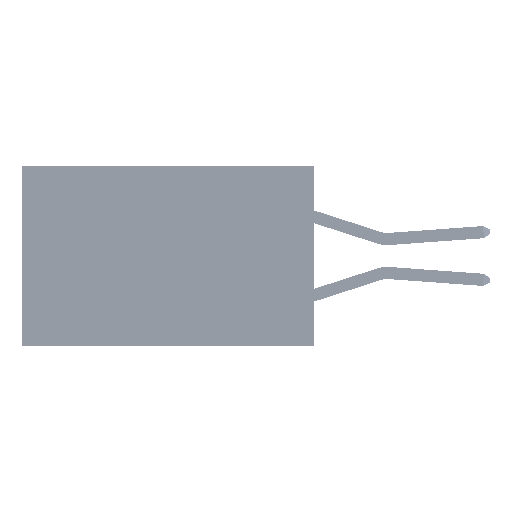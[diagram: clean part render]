
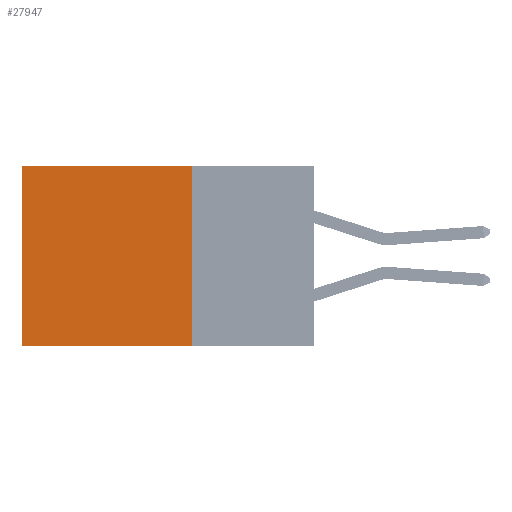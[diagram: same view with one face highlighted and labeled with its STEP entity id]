
A CAD part, left-side view. The second image highlights one B-rep face of the part: STEP entity #27947.
In plain terms, the highlighted planar face has unit normal (-1, 0, 0).
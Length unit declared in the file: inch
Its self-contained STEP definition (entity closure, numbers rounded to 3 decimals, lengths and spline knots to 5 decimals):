
#992 = LINE ( 'NONE', #37892, #2144 ) ;
#1114 = CARTESIAN_POINT ( 'NONE',  ( 0.2875, 0.25, 0. ) ) ;
#1436 = DIRECTION ( 'NONE',  ( 0., 0., -1. ) ) ;
#2144 = VECTOR ( 'NONE', #16265, 39.37008 ) ;
#2978 = EDGE_CURVE ( 'NONE', #25500, #34922, #15354, .T. ) ;
#4467 = ORIENTED_EDGE ( 'NONE', *, *, #38732, .F. ) ;
#4513 = ORIENTED_EDGE ( 'NONE', *, *, #9663, .T. ) ;
#4858 = ORIENTED_EDGE ( 'NONE', *, *, #8478, .F. ) ;
#5294 = DIRECTION ( 'NONE',  ( 0., 0., -1. ) ) ;
#5834 = CARTESIAN_POINT ( 'NONE',  ( 0.2875, 0.6, 0. ) ) ;
#6512 = AXIS2_PLACEMENT_3D ( 'NONE', #1114, #26732, #1436 ) ;
#7860 = CARTESIAN_POINT ( 'NONE',  ( 0.2875, 0.25, 0. ) ) ;
#8478 = EDGE_CURVE ( 'NONE', #14854, #18069, #12556, .T. ) ;
#9663 = EDGE_CURVE ( 'NONE', #34922, #18069, #992, .T. ) ;
#11579 = DIRECTION ( 'NONE',  ( 0., 1., 0. ) ) ;
#12556 = LINE ( 'NONE', #16356, #21142 ) ;
#14640 = VECTOR ( 'NONE', #5294, 39.37008 ) ;
#14731 = FACE_OUTER_BOUND ( 'NONE', #37715, .T. ) ;
#14854 = VERTEX_POINT ( 'NONE', #17864 ) ;
#15354 = LINE ( 'NONE', #7860, #38290 ) ;
#16042 = DIRECTION ( 'NONE',  ( 0., 1., 0. ) ) ;
#16265 = DIRECTION ( 'NONE',  ( 0., 0., -1. ) ) ;
#16325 = PLANE ( 'NONE',  #6512 ) ;
#16356 = CARTESIAN_POINT ( 'NONE',  ( 0.2875, 0.25, -0.37 ) ) ;
#17864 = CARTESIAN_POINT ( 'NONE',  ( 0.2875, 0.25, -0.37 ) ) ;
#18069 = VERTEX_POINT ( 'NONE', #46624 ) ;
#20024 = CARTESIAN_POINT ( 'NONE',  ( 0.2875, 0.25, 0. ) ) ;
#21142 = VECTOR ( 'NONE', #16042, 39.37008 ) ;
#22088 = LINE ( 'NONE', #20024, #14640 ) ;
#25500 = VERTEX_POINT ( 'NONE', #46539 ) ;
#26732 = DIRECTION ( 'NONE',  ( 1., 0., 0. ) ) ;
#27947 = ADVANCED_FACE ( 'NONE', ( #14731 ), #16325, .F. ) ;
#34922 = VERTEX_POINT ( 'NONE', #5834 ) ;
#37117 = ORIENTED_EDGE ( 'NONE', *, *, #2978, .T. ) ;
#37715 = EDGE_LOOP ( 'NONE', ( #4513, #4858, #4467, #37117 ) ) ;
#37892 = CARTESIAN_POINT ( 'NONE',  ( 0.2875, 0.6, 0. ) ) ;
#38290 = VECTOR ( 'NONE', #11579, 39.37008 ) ;
#38732 = EDGE_CURVE ( 'NONE', #25500, #14854, #22088, .T. ) ;
#46539 = CARTESIAN_POINT ( 'NONE',  ( 0.2875, 0.25, 0. ) ) ;
#46624 = CARTESIAN_POINT ( 'NONE',  ( 0.2875, 0.6, -0.37 ) ) ;
